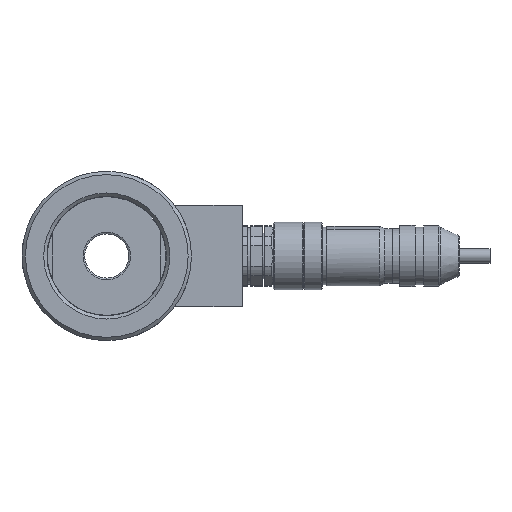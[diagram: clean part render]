
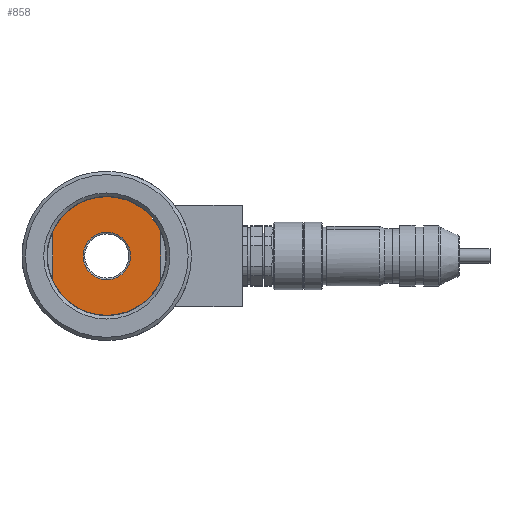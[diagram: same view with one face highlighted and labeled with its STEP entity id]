
A CAD part, front view. The second image highlights one B-rep face of the part: STEP entity #858.
In plain terms, the highlighted planar face has unit normal (0, -1, 0).
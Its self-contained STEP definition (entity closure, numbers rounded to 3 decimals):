
#447 = CARTESIAN_POINT ( 'NONE',  ( 0., 0., 0. ) ) ;
#495 = VERTEX_POINT ( 'NONE', #5433 ) ;
#612 = VERTEX_POINT ( 'NONE', #5475 ) ;
#858 = ADVANCED_FACE ( 'NONE', ( #3806, #7943 ), #6265, .T. ) ;
#1347 = CARTESIAN_POINT ( 'NONE',  ( 16., 0., -7.089 ) ) ;
#1363 = AXIS2_PLACEMENT_3D ( 'NONE', #6237, #2139, #3826 ) ;
#1560 = DIRECTION ( 'NONE',  ( 0., -1., 0. ) ) ;
#2037 = VECTOR ( 'NONE', #6502, 1000. ) ;
#2139 = DIRECTION ( 'NONE',  ( 0., -1., 0. ) ) ;
#2316 = EDGE_CURVE ( 'NONE', #7234, #7427, #5525, .T. ) ;
#2931 = ORIENTED_EDGE ( 'NONE', *, *, #6194, .F. ) ;
#3218 = LINE ( 'NONE', #7200, #2037 ) ;
#3444 = ORIENTED_EDGE ( 'NONE', *, *, #6090, .F. ) ;
#3509 = ORIENTED_EDGE ( 'NONE', *, *, #2316, .T. ) ;
#3805 = VERTEX_POINT ( 'NONE', #1347 ) ;
#3806 = FACE_OUTER_BOUND ( 'NONE', #9636, .T. ) ;
#3813 = DIRECTION ( 'NONE',  ( 0., -1., 0. ) ) ;
#3826 = DIRECTION ( 'NONE',  ( 0., 0., -1. ) ) ;
#3845 = ORIENTED_EDGE ( 'NONE', *, *, #6448, .T. ) ;
#4294 = LINE ( 'NONE', #4994, #10497 ) ;
#4438 = AXIS2_PLACEMENT_3D ( 'NONE', #447, #3813, #9476 ) ;
#4785 = CIRCLE ( 'NONE', #4438, 7. ) ;
#4816 = DIRECTION ( 'NONE',  ( 0., -1., 0. ) ) ;
#4994 = CARTESIAN_POINT ( 'NONE',  ( -16., 0., 0. ) ) ;
#5301 = DIRECTION ( 'NONE',  ( 0., 0., 1. ) ) ;
#5433 = CARTESIAN_POINT ( 'NONE',  ( -16., 0., -7.089 ) ) ;
#5475 = CARTESIAN_POINT ( 'NONE',  ( 0., 0., -7. ) ) ;
#5525 = CIRCLE ( 'NONE', #1363, 17.5 ) ;
#6090 = EDGE_CURVE ( 'NONE', #7234, #3805, #3218, .T. ) ;
#6194 = EDGE_CURVE ( 'NONE', #495, #7427, #4294, .T. ) ;
#6237 = CARTESIAN_POINT ( 'NONE',  ( 0., 0., 0. ) ) ;
#6265 = PLANE ( 'NONE',  #9698 ) ;
#6448 = EDGE_CURVE ( 'NONE', #495, #3805, #9466, .T. ) ;
#6502 = DIRECTION ( 'NONE',  ( 0., 0., -1. ) ) ;
#7047 = AXIS2_PLACEMENT_3D ( 'NONE', #9884, #1560, #9177 ) ;
#7183 = CARTESIAN_POINT ( 'NONE',  ( 17.5, 0., 0. ) ) ;
#7200 = CARTESIAN_POINT ( 'NONE',  ( 16., 0., 0. ) ) ;
#7234 = VERTEX_POINT ( 'NONE', #9730 ) ;
#7427 = VERTEX_POINT ( 'NONE', #8631 ) ;
#7943 = FACE_BOUND ( 'NONE', #9631, .T. ) ;
#8631 = CARTESIAN_POINT ( 'NONE',  ( -16., 0., 7.089 ) ) ;
#8753 = ORIENTED_EDGE ( 'NONE', *, *, #9269, .F. ) ;
#9177 = DIRECTION ( 'NONE',  ( 0., 0., -1. ) ) ;
#9269 = EDGE_CURVE ( 'NONE', #612, #612, #4785, .T. ) ;
#9466 = CIRCLE ( 'NONE', #7047, 17.5 ) ;
#9476 = DIRECTION ( 'NONE',  ( 0., 0., -1. ) ) ;
#9572 = DIRECTION ( 'NONE',  ( 0., 0., -1. ) ) ;
#9631 = EDGE_LOOP ( 'NONE', ( #8753 ) ) ;
#9636 = EDGE_LOOP ( 'NONE', ( #2931, #3845, #3444, #3509 ) ) ;
#9698 = AXIS2_PLACEMENT_3D ( 'NONE', #7183, #4816, #9572 ) ;
#9730 = CARTESIAN_POINT ( 'NONE',  ( 16., 0., 7.089 ) ) ;
#9884 = CARTESIAN_POINT ( 'NONE',  ( 0., 0., 0. ) ) ;
#10497 = VECTOR ( 'NONE', #5301, 1000. ) ;
